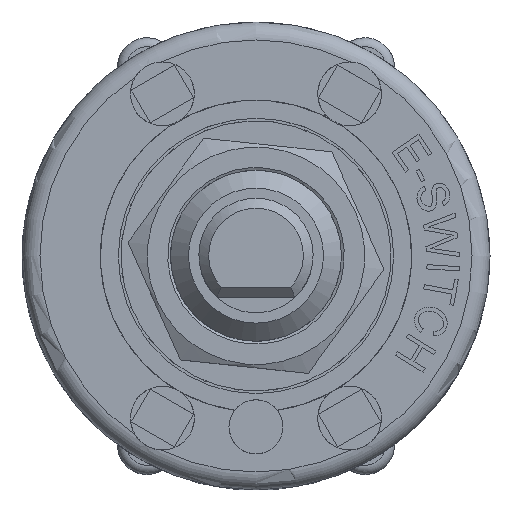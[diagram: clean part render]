
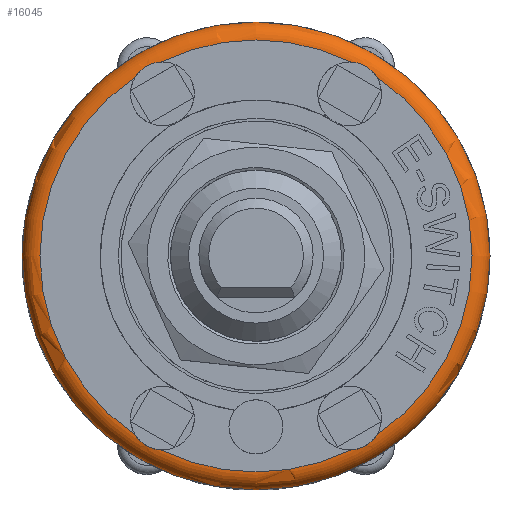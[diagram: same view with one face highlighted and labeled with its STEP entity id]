
A CAD part, top view. The second image highlights one B-rep face of the part: STEP entity #16045.
In plain terms, the highlighted toroidal (fillet/blend) face has major radius 12 mm and minor radius 1 mm.
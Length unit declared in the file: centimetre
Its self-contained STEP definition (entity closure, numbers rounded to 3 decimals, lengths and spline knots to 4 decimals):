
#26=TOROIDAL_SURFACE('',#16991,1.2,0.1);
#658=B_SPLINE_CURVE_WITH_KNOTS('',3,(#27592,#27593,#27594,#27595,#27596,
#27597,#27598,#27599,#27600,#27601,#27602,#27603),.UNSPECIFIED.,.F.,.F.,
(4,2,2,2,2,4),(-0.2692,-0.2446,-0.216,
-0.1921,-0.1645,-0.1357),.UNSPECIFIED.);
#659=B_SPLINE_CURVE_WITH_KNOTS('',3,(#27615,#27616,#27617,#27618,#27619,
#27620,#27621,#27622,#27623,#27624,#27625,#27626),.UNSPECIFIED.,.F.,.F.,
(4,2,2,2,2,4),(-0.2692,-0.2446,-0.216,
-0.1921,-0.1645,-0.1357),.UNSPECIFIED.);
#660=B_SPLINE_CURVE_WITH_KNOTS('',3,(#27643,#27644,#27645,#27646,#27647,
#27648,#27649,#27650,#27651,#27652,#27653,#27654),.UNSPECIFIED.,.F.,.F.,
(4,2,2,2,2,4),(-0.2692,-0.2446,-0.216,
-0.1921,-0.1645,-0.1357),.UNSPECIFIED.);
#661=B_SPLINE_CURVE_WITH_KNOTS('',3,(#27676,#27677,#27678,#27679,#27680,
#27681,#27682,#27683,#27684,#27685,#27686,#27687),.UNSPECIFIED.,.F.,.F.,
(4,2,2,2,2,4),(-0.2692,-0.2446,-0.216,
-0.1921,-0.1645,-0.1357),.UNSPECIFIED.);
#2031=FACE_OUTER_BOUND('',#2974,.T.);
#2974=EDGE_LOOP('',(#14808,#14809,#14810,#14811,#14812,#14813,#14814,#14815,
#14816,#14817,#14818,#14819));
#6604=CIRCLE('',#16944,1.3);
#6631=CIRCLE('',#16992,0.1);
#6632=CIRCLE('',#16993,1.2);
#6633=CIRCLE('',#16994,1.2);
#6634=CIRCLE('',#16995,1.2);
#6635=CIRCLE('',#16996,1.2);
#6636=CIRCLE('',#16997,1.2);
#8119=VERTEX_POINT('',#27554);
#8127=VERTEX_POINT('',#27590);
#8128=VERTEX_POINT('',#27591);
#8131=VERTEX_POINT('',#27613);
#8132=VERTEX_POINT('',#27614);
#8137=VERTEX_POINT('',#27641);
#8138=VERTEX_POINT('',#27642);
#8145=VERTEX_POINT('',#27674);
#8146=VERTEX_POINT('',#27675);
#8149=VERTEX_POINT('',#27697);
#10384=EDGE_CURVE('',#8119,#8119,#6604,.T.);
#10402=EDGE_CURVE('',#8127,#8128,#658,.T.);
#10408=EDGE_CURVE('',#8131,#8132,#659,.T.);
#10416=EDGE_CURVE('',#8137,#8138,#660,.T.);
#10426=EDGE_CURVE('',#8145,#8146,#661,.T.);
#10432=EDGE_CURVE('',#8119,#8149,#6631,.T.);
#10433=EDGE_CURVE('',#8149,#8137,#6632,.T.);
#10434=EDGE_CURVE('',#8138,#8131,#6633,.T.);
#10435=EDGE_CURVE('',#8132,#8127,#6634,.T.);
#10436=EDGE_CURVE('',#8128,#8145,#6635,.T.);
#10437=EDGE_CURVE('',#8146,#8149,#6636,.T.);
#14808=ORIENTED_EDGE('',*,*,#10384,.T.);
#14809=ORIENTED_EDGE('',*,*,#10432,.T.);
#14810=ORIENTED_EDGE('',*,*,#10433,.T.);
#14811=ORIENTED_EDGE('',*,*,#10416,.T.);
#14812=ORIENTED_EDGE('',*,*,#10434,.T.);
#14813=ORIENTED_EDGE('',*,*,#10408,.T.);
#14814=ORIENTED_EDGE('',*,*,#10435,.T.);
#14815=ORIENTED_EDGE('',*,*,#10402,.T.);
#14816=ORIENTED_EDGE('',*,*,#10436,.T.);
#14817=ORIENTED_EDGE('',*,*,#10426,.T.);
#14818=ORIENTED_EDGE('',*,*,#10437,.T.);
#14819=ORIENTED_EDGE('',*,*,#10432,.F.);
#16045=ADVANCED_FACE('',(#2031),#26,.T.);
#16944=AXIS2_PLACEMENT_3D('',#27555,#20370,#20371);
#16991=AXIS2_PLACEMENT_3D('',#27696,#20481,#20482);
#16992=AXIS2_PLACEMENT_3D('',#27698,#20483,#20484);
#16993=AXIS2_PLACEMENT_3D('',#27699,#20485,#20486);
#16994=AXIS2_PLACEMENT_3D('',#27700,#20487,#20488);
#16995=AXIS2_PLACEMENT_3D('',#27701,#20489,#20490);
#16996=AXIS2_PLACEMENT_3D('',#27702,#20491,#20492);
#16997=AXIS2_PLACEMENT_3D('',#27703,#20493,#20494);
#20370=DIRECTION('center_axis',(0.,0.,1.));
#20371=DIRECTION('ref_axis',(-1.,0.,0.));
#20481=DIRECTION('center_axis',(0.,0.,-1.));
#20482=DIRECTION('ref_axis',(-1.,0.,0.));
#20483=DIRECTION('center_axis',(0.,-1.,0.));
#20484=DIRECTION('ref_axis',(1.,0.,0.));
#20485=DIRECTION('center_axis',(0.,0.,-1.));
#20486=DIRECTION('ref_axis',(-1.,0.,0.));
#20487=DIRECTION('center_axis',(0.,0.,-1.));
#20488=DIRECTION('ref_axis',(-1.,0.,0.));
#20489=DIRECTION('center_axis',(0.,0.,-1.));
#20490=DIRECTION('ref_axis',(-1.,0.,0.));
#20491=DIRECTION('center_axis',(0.,0.,-1.));
#20492=DIRECTION('ref_axis',(-1.,0.,0.));
#20493=DIRECTION('center_axis',(0.,0.,-1.));
#20494=DIRECTION('ref_axis',(-1.,0.,0.));
#27554=CARTESIAN_POINT('',(1.3,0.,0.95));
#27555=CARTESIAN_POINT('Origin',(0.,0.,0.95));
#27590=CARTESIAN_POINT('',(-0.67,0.9955,1.05));
#27591=CARTESIAN_POINT('',(-0.5271,1.078,1.05));
#27592=CARTESIAN_POINT('Ctrl Pts',(-0.67,0.9955,
1.05));
#27593=CARTESIAN_POINT('Ctrl Pts',(-0.6646,1.0041,
1.05));
#27594=CARTESIAN_POINT('Ctrl Pts',(-0.6583,1.0124,
1.0498));
#27595=CARTESIAN_POINT('Ctrl Pts',(-0.6428,1.0294,
1.0491));
#27596=CARTESIAN_POINT('Ctrl Pts',(-0.6335,1.0377,
1.0488));
#27597=CARTESIAN_POINT('Ctrl Pts',(-0.615,1.051,1.0484));
#27598=CARTESIAN_POINT('Ctrl Pts',(-0.6061,1.0563,
1.0484));
#27599=CARTESIAN_POINT('Ctrl Pts',(-0.5859,1.0659,1.0487));
#27600=CARTESIAN_POINT('Ctrl Pts',(-0.5747,1.07,1.049));
#27601=CARTESIAN_POINT('Ctrl Pts',(-0.551,1.0759,1.0497));
#27602=CARTESIAN_POINT('Ctrl Pts',(-0.539,1.0775,
1.05));
#27603=CARTESIAN_POINT('Ctrl Pts',(-0.5271,1.078,
1.05));
#27613=CARTESIAN_POINT('',(-0.5271,-1.078,1.05));
#27614=CARTESIAN_POINT('',(-0.67,-0.9955,1.05));
#27615=CARTESIAN_POINT('Ctrl Pts',(-0.5271,-1.078,
1.05));
#27616=CARTESIAN_POINT('Ctrl Pts',(-0.5373,-1.0776,
1.05));
#27617=CARTESIAN_POINT('Ctrl Pts',(-0.5476,-1.0763,
1.0498));
#27618=CARTESIAN_POINT('Ctrl Pts',(-0.5701,-1.0714,1.0491));
#27619=CARTESIAN_POINT('Ctrl Pts',(-0.5819,-1.0675,
1.0488));
#27620=CARTESIAN_POINT('Ctrl Pts',(-0.6027,-1.0581,
1.0484));
#27621=CARTESIAN_POINT('Ctrl Pts',(-0.6117,-1.053,
1.0484));
#27622=CARTESIAN_POINT('Ctrl Pts',(-0.6301,-1.0404,
1.0487));
#27623=CARTESIAN_POINT('Ctrl Pts',(-0.6393,-1.0327,
1.049));
#27624=CARTESIAN_POINT('Ctrl Pts',(-0.6562,-1.0151,
1.0497));
#27625=CARTESIAN_POINT('Ctrl Pts',(-0.6637,-1.0055,
1.05));
#27626=CARTESIAN_POINT('Ctrl Pts',(-0.67,-0.9955,
1.05));
#27641=CARTESIAN_POINT('',(0.67,-0.9955,1.05));
#27642=CARTESIAN_POINT('',(0.5271,-1.078,1.05));
#27643=CARTESIAN_POINT('Ctrl Pts',(0.67,-0.9955,
1.05));
#27644=CARTESIAN_POINT('Ctrl Pts',(0.6646,-1.0041,
1.05));
#27645=CARTESIAN_POINT('Ctrl Pts',(0.6583,-1.0124,
1.0498));
#27646=CARTESIAN_POINT('Ctrl Pts',(0.6428,-1.0294,
1.0491));
#27647=CARTESIAN_POINT('Ctrl Pts',(0.6335,-1.0377,
1.0488));
#27648=CARTESIAN_POINT('Ctrl Pts',(0.615,-1.051,
1.0484));
#27649=CARTESIAN_POINT('Ctrl Pts',(0.6061,-1.0563,
1.0484));
#27650=CARTESIAN_POINT('Ctrl Pts',(0.5859,-1.0659,1.0487));
#27651=CARTESIAN_POINT('Ctrl Pts',(0.5747,-1.07,1.049));
#27652=CARTESIAN_POINT('Ctrl Pts',(0.551,-1.0759,
1.0497));
#27653=CARTESIAN_POINT('Ctrl Pts',(0.539,-1.0775,
1.05));
#27654=CARTESIAN_POINT('Ctrl Pts',(0.5271,-1.078,
1.05));
#27674=CARTESIAN_POINT('',(0.5271,1.078,1.05));
#27675=CARTESIAN_POINT('',(0.67,0.9955,1.05));
#27676=CARTESIAN_POINT('Ctrl Pts',(0.5271,1.078,1.05));
#27677=CARTESIAN_POINT('Ctrl Pts',(0.5373,1.0776,1.05));
#27678=CARTESIAN_POINT('Ctrl Pts',(0.5476,1.0763,1.0498));
#27679=CARTESIAN_POINT('Ctrl Pts',(0.5701,1.0714,1.0491));
#27680=CARTESIAN_POINT('Ctrl Pts',(0.5819,1.0675,1.0488));
#27681=CARTESIAN_POINT('Ctrl Pts',(0.6027,1.0581,1.0484));
#27682=CARTESIAN_POINT('Ctrl Pts',(0.6117,1.053,1.0484));
#27683=CARTESIAN_POINT('Ctrl Pts',(0.6301,1.0404,1.0487));
#27684=CARTESIAN_POINT('Ctrl Pts',(0.6393,1.0327,1.049));
#27685=CARTESIAN_POINT('Ctrl Pts',(0.6562,1.0151,1.0497));
#27686=CARTESIAN_POINT('Ctrl Pts',(0.6637,1.0055,1.05));
#27687=CARTESIAN_POINT('Ctrl Pts',(0.67,0.9955,
1.05));
#27696=CARTESIAN_POINT('Origin',(0.,0.,0.95));
#27697=CARTESIAN_POINT('',(1.2,0.,1.05));
#27698=CARTESIAN_POINT('Origin',(1.2,0.,0.95));
#27699=CARTESIAN_POINT('Origin',(0.,0.,1.05));
#27700=CARTESIAN_POINT('Origin',(0.,0.,1.05));
#27701=CARTESIAN_POINT('Origin',(0.,0.,1.05));
#27702=CARTESIAN_POINT('Origin',(0.,0.,1.05));
#27703=CARTESIAN_POINT('Origin',(0.,0.,1.05));
